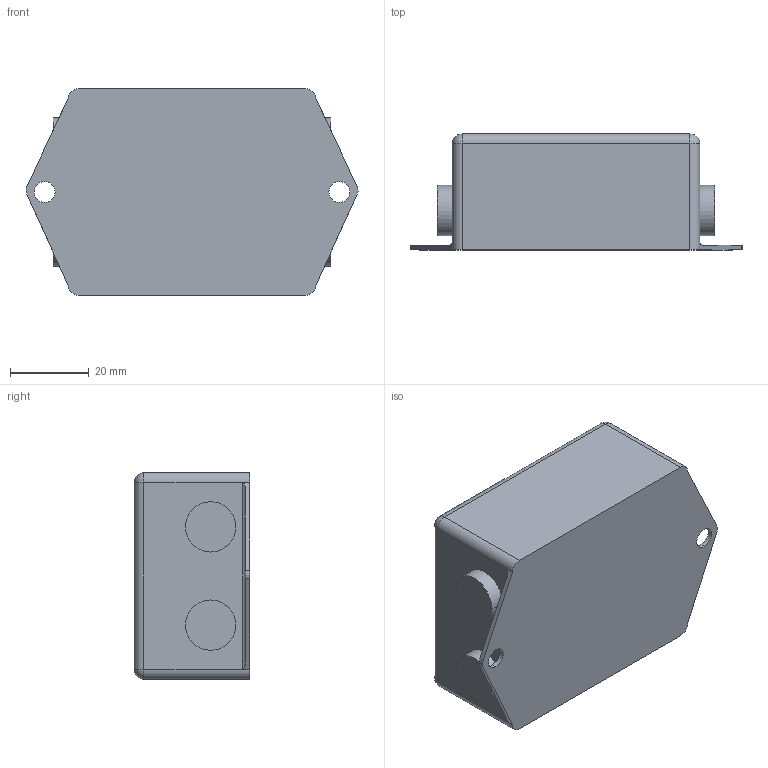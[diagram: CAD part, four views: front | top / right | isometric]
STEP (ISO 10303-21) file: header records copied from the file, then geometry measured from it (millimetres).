
FILE_DESCRIPTION (( 'STEP AP214' ), '1' );
FILE_NAME ('RES10S20.step', '2015-09-21T11:29:53', ( '' ), ( '' ), 'SwSTEP 2.0', 'SolidWorks 2015', '' );
FILE_SCHEMA (( 'AUTOMOTIVE_DESIGN' ));
Length unit declared in the file: millimetre
Products named in the file (1): RES10S20
Bounding box: 84.47 x 29.5 x 52.5 mm (x, y, z)
Volume: 99654.1 mm3; surface area: 14635.5 mm2
Topology: 1 solids, 1 shells, 47 faces, 108 edges, 64 vertices
Faces by surface type: cylinder 26, plane 17, sphere 4
Entity records: 1340 total; most frequent: DIRECTION 244, CARTESIAN_POINT 228, ORIENTED_EDGE 208, EDGE_CURVE 104, AXIS2_PLACEMENT_3D 96, VERTEX_POINT 64, EDGE_LOOP 56, LINE 52
